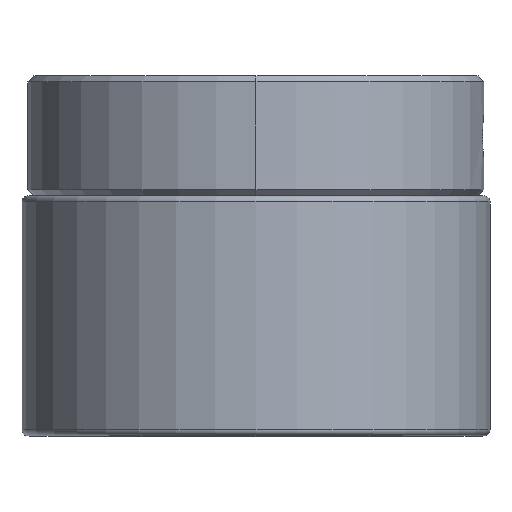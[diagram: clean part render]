
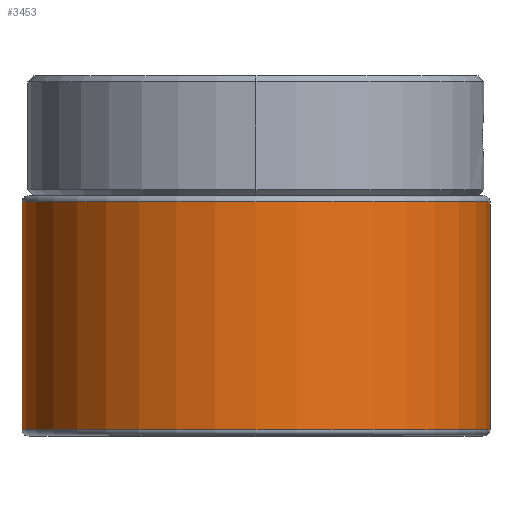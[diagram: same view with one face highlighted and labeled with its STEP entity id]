
A CAD part, top view. The second image highlights one B-rep face of the part: STEP entity #3453.
In plain terms, the highlighted cylindrical face has radius 19.5 mm (diameter 39 mm), a partial arc.
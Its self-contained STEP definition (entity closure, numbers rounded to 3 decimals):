
#20 = DIRECTION ( 'NONE',  ( 0., 0., -1. ) ) ;
#78 = DIRECTION ( 'NONE',  ( 0., 0., 1. ) ) ;
#141 = DIRECTION ( 'NONE',  ( 0., 0., -1. ) ) ;
#177 = AXIS2_PLACEMENT_3D ( 'NONE', #2723, #2533, #236 ) ;
#178 = CARTESIAN_POINT ( 'NONE',  ( 19.5, 0., 0.5 ) ) ;
#236 = DIRECTION ( 'NONE',  ( -1., 0., 0. ) ) ;
#335 = AXIS2_PLACEMENT_3D ( 'NONE', #3156, #78, #3456 ) ;
#484 = CARTESIAN_POINT ( 'NONE',  ( -19.5, 0., 19.5 ) ) ;
#670 = VERTEX_POINT ( 'NONE', #1693 ) ;
#741 = CIRCLE ( 'NONE', #335, 19.5 ) ;
#754 = ORIENTED_EDGE ( 'NONE', *, *, #1087, .T. ) ;
#851 = CARTESIAN_POINT ( 'NONE',  ( 19.5, 0., 20. ) ) ;
#991 = CIRCLE ( 'NONE', #3533, 19.5 ) ;
#1032 = VERTEX_POINT ( 'NONE', #1208 ) ;
#1087 = EDGE_CURVE ( 'NONE', #1247, #670, #991, .T. ) ;
#1109 = LINE ( 'NONE', #851, #1579 ) ;
#1129 = ORIENTED_EDGE ( 'NONE', *, *, #1158, .F. ) ;
#1154 = VERTEX_POINT ( 'NONE', #178 ) ;
#1158 = EDGE_CURVE ( 'NONE', #1247, #1032, #2428, .T. ) ;
#1208 = CARTESIAN_POINT ( 'NONE',  ( -19.5, 0., 0.5 ) ) ;
#1228 = DIRECTION ( 'NONE',  ( 1., 0., 0. ) ) ;
#1245 = ORIENTED_EDGE ( 'NONE', *, *, #2276, .T. ) ;
#1247 = VERTEX_POINT ( 'NONE', #484 ) ;
#1579 = VECTOR ( 'NONE', #20, 1000. ) ;
#1693 = CARTESIAN_POINT ( 'NONE',  ( 19.5, 0., 19.5 ) ) ;
#1723 = VECTOR ( 'NONE', #3552, 1000. ) ;
#1796 = CARTESIAN_POINT ( 'NONE',  ( 0., 0., 19.5 ) ) ;
#1869 = FACE_OUTER_BOUND ( 'NONE', #2416, .T. ) ;
#2276 = EDGE_CURVE ( 'NONE', #1154, #1032, #741, .T. ) ;
#2416 = EDGE_LOOP ( 'NONE', ( #754, #2621, #1245, #1129 ) ) ;
#2428 = LINE ( 'NONE', #2706, #1723 ) ;
#2533 = DIRECTION ( 'NONE',  ( 0., 0., -1. ) ) ;
#2621 = ORIENTED_EDGE ( 'NONE', *, *, #3160, .T. ) ;
#2706 = CARTESIAN_POINT ( 'NONE',  ( -19.5, 0., 20. ) ) ;
#2723 = CARTESIAN_POINT ( 'NONE',  ( 0., 0., 20. ) ) ;
#2981 = CYLINDRICAL_SURFACE ( 'NONE', #177, 19.5 ) ;
#3156 = CARTESIAN_POINT ( 'NONE',  ( 0., 0., 0.5 ) ) ;
#3160 = EDGE_CURVE ( 'NONE', #670, #1154, #1109, .T. ) ;
#3453 = ADVANCED_FACE ( 'NONE', ( #1869 ), #2981, .T. ) ;
#3456 = DIRECTION ( 'NONE',  ( 1., 0., 0. ) ) ;
#3533 = AXIS2_PLACEMENT_3D ( 'NONE', #1796, #141, #1228 ) ;
#3552 = DIRECTION ( 'NONE',  ( 0., 0., -1. ) ) ;
